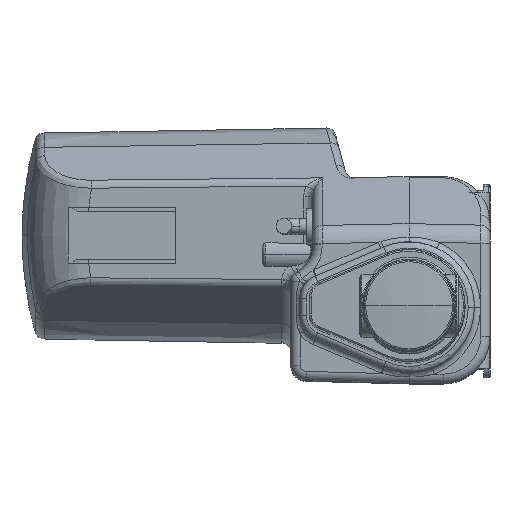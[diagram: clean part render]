
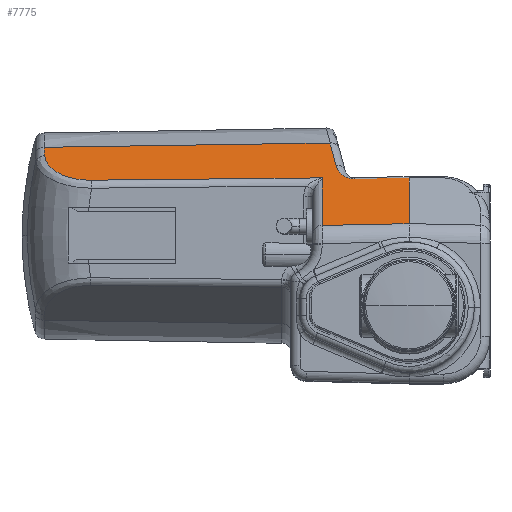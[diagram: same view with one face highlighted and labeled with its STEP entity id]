
A CAD part, top view. The second image highlights one B-rep face of the part: STEP entity #7775.
In plain terms, the highlighted planar face has unit normal (-0.018, 0.858, 0.513).
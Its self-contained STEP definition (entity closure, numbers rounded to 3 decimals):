
#16 = CARTESIAN_POINT ( 'NONE',  ( -27.937, 41.596, 75.051 ) ) ;
#2001 = CARTESIAN_POINT ( 'NONE',  ( 0., 41., 77. ) ) ;
#2011 = DIRECTION ( 'NONE',  ( -0.017, 0.858, 0.513 ) ) ;
#2050 = DIRECTION ( 'NONE',  ( 0., -0.513, 0.858 ) ) ;
#2054 = PLANE ( 'NONE',  #12345 ) ;
#3592 =( BOUNDED_CURVE ( )  B_SPLINE_CURVE ( 3, ( #8512, #8517, #8521, #8523 ),
 .UNSPECIFIED., .F., .T. ) 
 B_SPLINE_CURVE_WITH_KNOTS ( ( 4, 4 ),
 ( 3.144, 4.471 ),
 .UNSPECIFIED. ) 
 CURVE ( )  GEOMETRIC_REPRESENTATION_ITEM ( )  RATIONAL_B_SPLINE_CURVE ( ( 1., 0.859, 0.859, 1. ) ) 
 REPRESENTATION_ITEM ( '' )  );
#3594 =( BOUNDED_CURVE ( )  B_SPLINE_CURVE ( 3, ( #8625, #8639, #8608, #8628 ),
 .UNSPECIFIED., .F., .T. ) 
 B_SPLINE_CURVE_WITH_KNOTS ( ( 4, 4 ),
 ( 3.141, 3.141 ),
 .UNSPECIFIED. ) 
 CURVE ( )  GEOMETRIC_REPRESENTATION_ITEM ( )  RATIONAL_B_SPLINE_CURVE ( ( 1., 1., 1., 1. ) ) 
 REPRESENTATION_ITEM ( '' )  );
#3782 = FACE_OUTER_BOUND ( 'NONE', #19563, .T. ) ;
#4320 = VECTOR ( 'NONE', #25022, 1000. ) ;
#4339 = VECTOR ( 'NONE', #8470, 1000. ) ;
#4343 = LINE ( 'NONE', #8518, #4345 ) ;
#4345 = VECTOR ( 'NONE', #8525, 1000. ) ;
#4350 = LINE ( 'NONE', #8520, #4355 ) ;
#4355 = VECTOR ( 'NONE', #8499, 1000. ) ;
#4359 = LINE ( 'NONE', #24984, #4320 ) ;
#4360 = CIRCLE ( 'NONE', #11487, 102.121 ) ;
#4364 = LINE ( 'NONE', #8467, #4339 ) ;
#4377 = VECTOR ( 'NONE', #8516, 1000. ) ;
#4382 = LINE ( 'NONE', #8515, #4377 ) ;
#4388 = LINE ( 'NONE', #8724, #4394 ) ;
#4389 = VECTOR ( 'NONE', #8688, 1000. ) ;
#4394 = VECTOR ( 'NONE', #8730, 1000. ) ;
#4398 = LINE ( 'NONE', #8683, #4389 ) ;
#6860 = ORIENTED_EDGE ( 'NONE', *, *, #11832, .T. ) ;
#6885 = ORIENTED_EDGE ( 'NONE', *, *, #11814, .T. ) ;
#6889 = ORIENTED_EDGE ( 'NONE', *, *, #11751, .T. ) ;
#6892 = ORIENTED_EDGE ( 'NONE', *, *, #11805, .T. ) ;
#6894 = ORIENTED_EDGE ( 'NONE', *, *, #11796, .T. ) ;
#6910 = ORIENTED_EDGE ( 'NONE', *, *, #11816, .T. ) ;
#6913 = ORIENTED_EDGE ( 'NONE', *, *, #11768, .T. ) ;
#6935 = ORIENTED_EDGE ( 'NONE', *, *, #11791, .F. ) ;
#6940 = ORIENTED_EDGE ( 'NONE', *, *, #11825, .T. ) ;
#6942 = ORIENTED_EDGE ( 'NONE', *, *, #11806, .T. ) ;
#6944 = ORIENTED_EDGE ( 'NONE', *, *, #11800, .T. ) ;
#7775 = ADVANCED_FACE ( 'NONE', ( #3782 ), #2054, .T. ) ;
#8467 = CARTESIAN_POINT ( 'NONE',  ( 0., 53.216, 56.556 ) ) ;
#8470 = DIRECTION ( 'NONE',  ( 1., 0.015, 0.009 ) ) ;
#8499 = DIRECTION ( 'NONE',  ( -0.136, 0.506, -0.852 ) ) ;
#8512 = CARTESIAN_POINT ( 'NONE',  ( -17.563, 41.269, 75.953 ) ) ;
#8515 = CARTESIAN_POINT ( 'NONE',  ( -27.937, 40.581, 76.75 ) ) ;
#8516 = DIRECTION ( 'NONE',  ( 0., -0.513, 0.858 ) ) ;
#8517 = CARTESIAN_POINT ( 'NONE',  ( -20.431, 41.219, 75.939 ) ) ;
#8518 = CARTESIAN_POINT ( 'NONE',  ( 0.017, 41.873, 75.539 ) ) ;
#8520 = CARTESIAN_POINT ( 'NONE',  ( -25.327, 52.667, 56.613 ) ) ;
#8521 = CARTESIAN_POINT ( 'NONE',  ( -22.721, 42.945, 72.972 ) ) ;
#8523 = CARTESIAN_POINT ( 'NONE',  ( -23.464, 45.715, 68.311 ) ) ;
#8525 = DIRECTION ( 'NONE',  ( 1., 0.01, 0.017 ) ) ;
#8594 = CARTESIAN_POINT ( 'NONE',  ( -114.017, 43.992, 68.113 ) ) ;
#8595 = CARTESIAN_POINT ( 'NONE',  ( -110.089, 42.047, 71.501 ) ) ;
#8596 = CARTESIAN_POINT ( 'NONE',  ( -104.018, 40.91, 73.611 ) ) ;
#8597 = CARTESIAN_POINT ( 'NONE',  ( -115.486, 45.321, 65.838 ) ) ;
#8599 = CARTESIAN_POINT ( 'NONE',  ( -112.035, 42.838, 70.112 ) ) ;
#8600 = CARTESIAN_POINT ( 'NONE',  ( -103.005, 40.866, 73.719 ) ) ;
#8601 = CARTESIAN_POINT ( 'NONE',  ( -117.116, 48.814, 59.938 ) ) ;
#8604 = CARTESIAN_POINT ( 'NONE',  ( -115.69, 45.558, 65.436 ) ) ;
#8605 = CARTESIAN_POINT ( 'NONE',  ( -112.396, 43.018, 69.797 ) ) ;
#8606 = CARTESIAN_POINT ( 'NONE',  ( -106.955, 41.24, 72.959 ) ) ;
#8607 = CARTESIAN_POINT ( 'NONE',  ( -104.518, 40.945, 73.535 ) ) ;
#8608 = CARTESIAN_POINT ( 'NONE',  ( 0., 41.575, 76.037 ) ) ;
#8609 = CARTESIAN_POINT ( 'NONE',  ( -114.799, 44.641, 67.001 ) ) ;
#8611 = CARTESIAN_POINT ( 'NONE',  ( -111.287, 42.5, 70.703 ) ) ;
#8613 = CARTESIAN_POINT ( 'NONE',  ( -105.996, 41.091, 73.241 ) ) ;
#8615 = CARTESIAN_POINT ( 'NONE',  ( -117.064, 48.292, 60.813 ) ) ;
#8617 = CARTESIAN_POINT ( 'NONE',  ( -116.526, 46.774, 63.372 ) ) ;
#8619 = CARTESIAN_POINT ( 'NONE',  ( -110.898, 42.342, 70.981 ) ) ;
#8621 = CARTESIAN_POINT ( 'NONE',  ( -108.801, 41.66, 72.193 ) ) ;
#8623 = CARTESIAN_POINT ( 'NONE',  ( -109.67, 41.911, 71.744 ) ) ;
#8625 = CARTESIAN_POINT ( 'NONE',  ( 0., 41.575, 76.038 ) ) ;
#8626 = CARTESIAN_POINT ( 'NONE',  ( -108.35, 41.546, 72.399 ) ) ;
#8627 = CARTESIAN_POINT ( 'NONE',  ( -101.981, 40.863, 73.759 ) ) ;
#8628 = CARTESIAN_POINT ( 'NONE',  ( 0., 41.575, 76.037 ) ) ;
#8632 = CARTESIAN_POINT ( 'NONE',  ( -116.243, 46.281, 64.206 ) ) ;
#8633 = CARTESIAN_POINT ( 'NONE',  ( -116.936, 47.78, 61.675 ) ) ;
#8634 = CARTESIAN_POINT ( 'NONE',  ( -102.493, 40.858, 73.75 ) ) ;
#8636 = CARTESIAN_POINT ( 'NONE',  ( -113.42, 43.585, 68.814 ) ) ;
#8639 = CARTESIAN_POINT ( 'NONE',  ( 0., 41.575, 76.038 ) ) ;
#8640 = CARTESIAN_POINT ( 'NONE',  ( -115.041, 44.863, 66.62 ) ) ;
#8683 = CARTESIAN_POINT ( 'NONE',  ( 0.288, 26.851, 100.688 ) ) ;
#8688 = DIRECTION ( 'NONE',  ( 1., 0.02, 0. ) ) ;
#8724 = CARTESIAN_POINT ( 'NONE',  ( -20.327, 41.221, 75.939 ) ) ;
#8730 = DIRECTION ( 'NONE',  ( -1., -0.017, -0.005 ) ) ;
#9667 = VERTEX_POINT ( 'NONE', #14837 ) ;
#9679 = VERTEX_POINT ( 'NONE', #14831 ) ;
#9687 = VERTEX_POINT ( 'NONE', #14815 ) ;
#9695 = VERTEX_POINT ( 'NONE', #14808 ) ;
#9700 = VERTEX_POINT ( 'NONE', #14798 ) ;
#11192 = VERTEX_POINT ( 'NONE', #25588 ) ;
#11214 = VERTEX_POINT ( 'NONE', #25512 ) ;
#11225 = VERTEX_POINT ( 'NONE', #25620 ) ;
#11226 = VERTEX_POINT ( 'NONE', #25560 ) ;
#11260 = VERTEX_POINT ( 'NONE', #16 ) ;
#11267 = VERTEX_POINT ( 'NONE', #25640 ) ;
#11487 = AXIS2_PLACEMENT_3D ( 'NONE', #25207, #25176, #25205 ) ;
#11751 = EDGE_CURVE ( 'NONE', #11214, #11192, #4359, .T. ) ;
#11768 = EDGE_CURVE ( 'NONE', #11225, #9679, #4360, .T. ) ;
#11791 = EDGE_CURVE ( 'NONE', #11225, #11226, #4364, .T. ) ;
#11796 = EDGE_CURVE ( 'NONE', #9687, #11226, #4350, .T. ) ;
#11800 = EDGE_CURVE ( 'NONE', #9700, #11260, #4343, .T. ) ;
#11805 = EDGE_CURVE ( 'NONE', #9695, #9687, #3592, .T. ) ;
#11806 = EDGE_CURVE ( 'NONE', #11260, #9667, #4382, .T. ) ;
#11814 = EDGE_CURVE ( 'NONE', #9679, #9700, #12059, .T. ) ;
#11816 = EDGE_CURVE ( 'NONE', #11192, #11267, #3594, .T. ) ;
#11825 = EDGE_CURVE ( 'NONE', #9667, #11214, #4398, .T. ) ;
#11832 = EDGE_CURVE ( 'NONE', #11267, #9695, #4388, .T. ) ;
#12059 = B_SPLINE_CURVE_WITH_KNOTS ( 'NONE', 3,
 ( #8601, #8615, #8633, #8617, #8632, #8604, #8597, #8640, #8609, #8594, #8636, #8605, #8599, #8611, #8619, #8595, #8623, #8621, #8626, #8606, #8613, #8607, #8596, #8600, #8634, #8627 ),
 .UNSPECIFIED., .F., .F.,
 ( 4, 2, 2, 2, 2, 2, 2, 2, 2, 2, 2, 2, 4 ),
 ( 0., 0.003, 0.006, 0.008, 0.009, 0.012, 0.014, 0.015, 0.017, 0.018, 0.021, 0.023, 0.024 ),
 .UNSPECIFIED. ) ;
#12345 = AXIS2_PLACEMENT_3D ( 'NONE', #2001, #2011, #2050 ) ;
#14798 = CARTESIAN_POINT ( 'NONE',  ( -101.981, 40.863, 73.759 ) ) ;
#14808 = CARTESIAN_POINT ( 'NONE',  ( -17.563, 41.269, 75.953 ) ) ;
#14815 = CARTESIAN_POINT ( 'NONE',  ( -23.464, 45.715, 68.311 ) ) ;
#14831 = CARTESIAN_POINT ( 'NONE',  ( -117.116, 48.814, 59.938 ) ) ;
#14837 = CARTESIAN_POINT ( 'NONE',  ( -27.937, 26.278, 100.688 ) ) ;
#19563 = EDGE_LOOP ( 'NONE', ( #6942, #6940, #6889, #6910, #6860, #6892, #6894, #6935, #6913, #6885, #6944 ) ) ;
#24984 = CARTESIAN_POINT ( 'NONE',  ( 0., 53.216, 56.556 ) ) ;
#25022 = DIRECTION ( 'NONE',  ( 0., 0.513, -0.858 ) ) ;
#25176 = DIRECTION ( 'NONE',  ( -0.017, 0.858, 0.513 ) ) ;
#25205 = DIRECTION ( 'NONE',  ( 0., -0.513, 0.858 ) ) ;
#25207 = CARTESIAN_POINT ( 'NONE',  ( -15.14, 52.99, 56.42 ) ) ;
#25512 = CARTESIAN_POINT ( 'NONE',  ( 0., 26.846, 100.688 ) ) ;
#25560 = CARTESIAN_POINT ( 'NONE',  ( -25.372, 52.836, 56.329 ) ) ;
#25588 = CARTESIAN_POINT ( 'NONE',  ( 0., 41.575, 76.038 ) ) ;
#25620 = CARTESIAN_POINT ( 'NONE',  ( -117.246, 51.46, 55.506 ) ) ;
#25640 = CARTESIAN_POINT ( 'NONE',  ( 0., 41.575, 76.037 ) ) ;
